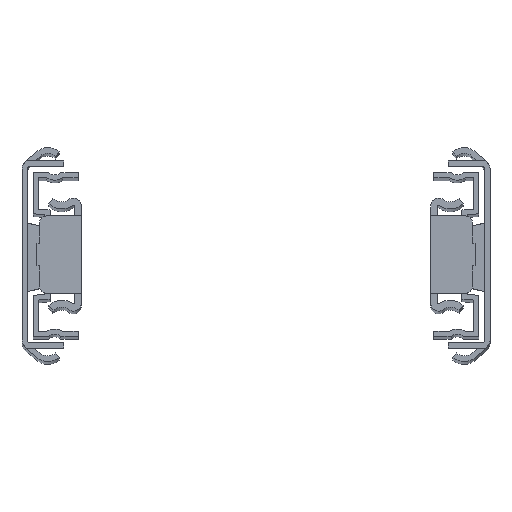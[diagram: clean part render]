
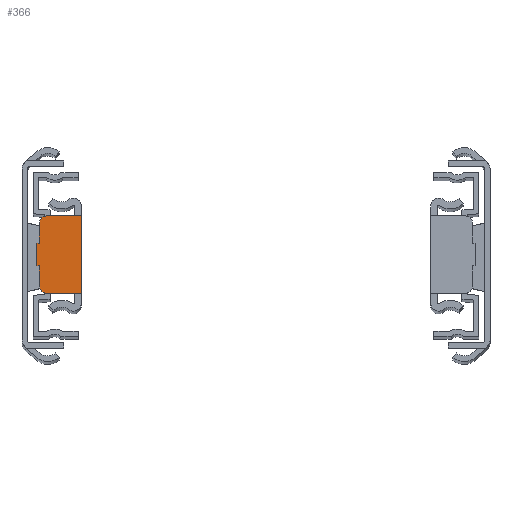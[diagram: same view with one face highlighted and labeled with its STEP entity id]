
A CAD part, top view. The second image highlights one B-rep face of the part: STEP entity #366.
In plain terms, the highlighted face is planar.
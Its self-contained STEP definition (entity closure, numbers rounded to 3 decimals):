
#366 = ADVANCED_FACE( '', ( #816 ), #817, .F. );
#816 = FACE_OUTER_BOUND( '', #1408, .T. );
#817 = PLANE( '', #1409 );
#1408 = EDGE_LOOP( '', ( #2231, #2232, #2233, #2234, #2235, #2236, #2237, #2238, #2239, #2240 ) );
#1409 = AXIS2_PLACEMENT_3D( '', #2241, #2242, #2243 );
#2231 = ORIENTED_EDGE( '', *, *, #3739, .F. );
#2232 = ORIENTED_EDGE( '', *, *, #3740, .F. );
#2233 = ORIENTED_EDGE( '', *, *, #3741, .F. );
#2234 = ORIENTED_EDGE( '', *, *, #3742, .F. );
#2235 = ORIENTED_EDGE( '', *, *, #3743, .F. );
#2236 = ORIENTED_EDGE( '', *, *, #3744, .F. );
#2237 = ORIENTED_EDGE( '', *, *, #3745, .F. );
#2238 = ORIENTED_EDGE( '', *, *, #3506, .F. );
#2239 = ORIENTED_EDGE( '', *, *, #3746, .F. );
#2240 = ORIENTED_EDGE( '', *, *, #3747, .F. );
#2241 = CARTESIAN_POINT( '', ( 0., 0., 0. ) );
#2242 = DIRECTION( '', ( 0., 1., 0. ) );
#2243 = DIRECTION( '', ( 0., 0., 1. ) );
#3506 = EDGE_CURVE( '', #4163, #4164, #4165, .T. );
#3739 = EDGE_CURVE( '', #4573, #4574, #4575, .T. );
#3740 = EDGE_CURVE( '', #4576, #4573, #4577, .T. );
#3741 = EDGE_CURVE( '', #4578, #4576, #4579, .T. );
#3742 = EDGE_CURVE( '', #4580, #4578, #4581, .T. );
#3743 = EDGE_CURVE( '', #4582, #4580, #4583, .T. );
#3744 = EDGE_CURVE( '', #4584, #4582, #4585, .T. );
#3745 = EDGE_CURVE( '', #4164, #4584, #4586, .T. );
#3746 = EDGE_CURVE( '', #4587, #4163, #4588, .T. );
#3747 = EDGE_CURVE( '', #4574, #4587, #4589, .T. );
#4163 = VERTEX_POINT( '', #5149 );
#4164 = VERTEX_POINT( '', #5150 );
#4165 = CIRCLE( '', #5151, 1.6 );
#4573 = VERTEX_POINT( '', #5693 );
#4574 = VERTEX_POINT( '', #5694 );
#4575 = LINE( '', #5695, #5696 );
#4576 = VERTEX_POINT( '', #5697 );
#4577 = CIRCLE( '', #5698, 1.6 );
#4578 = VERTEX_POINT( '', #5699 );
#4579 = LINE( '', #5700, #5701 );
#4580 = VERTEX_POINT( '', #5702 );
#4581 = LINE( '', #5703, #5704 );
#4582 = VERTEX_POINT( '', #5705 );
#4583 = LINE( '', #5706, #5707 );
#4584 = VERTEX_POINT( '', #5708 );
#4585 = LINE( '', #5709, #5710 );
#4586 = LINE( '', #5711, #5712 );
#4587 = VERTEX_POINT( '', #5713 );
#4588 = LINE( '', #5714, #5715 );
#4589 = LINE( '', #5716, #5717 );
#5149 = CARTESIAN_POINT( '', ( 5.3, 0., -8.25 ) );
#5150 = CARTESIAN_POINT( '', ( 3.7, 0., -6.65 ) );
#5151 = AXIS2_PLACEMENT_3D( '', #6467, #6468, #6469 );
#5693 = CARTESIAN_POINT( '', ( 5.3, 0., 8.25 ) );
#5694 = CARTESIAN_POINT( '', ( 12.7, 0., 8.25 ) );
#5695 = CARTESIAN_POINT( '', ( 11.2, 0., 8.25 ) );
#5696 = VECTOR( '', #6778, 1000. );
#5697 = CARTESIAN_POINT( '', ( 3.7, 0., 6.65 ) );
#5698 = AXIS2_PLACEMENT_3D( '', #6779, #6780, #6781 );
#5699 = CARTESIAN_POINT( '', ( 3.7, 0., 2.4 ) );
#5700 = CARTESIAN_POINT( '', ( 3.7, 0., 2.4 ) );
#5701 = VECTOR( '', #6782, 1000. );
#5702 = CARTESIAN_POINT( '', ( 3.2, 0., 2.4 ) );
#5703 = CARTESIAN_POINT( '', ( 3.2, 0., 2.4 ) );
#5704 = VECTOR( '', #6783, 1000. );
#5705 = CARTESIAN_POINT( '', ( 3.2, 0., -2.4 ) );
#5706 = CARTESIAN_POINT( '', ( 3.2, 0., -2.4 ) );
#5707 = VECTOR( '', #6784, 1000. );
#5708 = CARTESIAN_POINT( '', ( 3.7, 0., -2.4 ) );
#5709 = CARTESIAN_POINT( '', ( 3.7, 0., -2.4 ) );
#5710 = VECTOR( '', #6785, 1000. );
#5711 = CARTESIAN_POINT( '', ( 3.7, 0., -6.65 ) );
#5712 = VECTOR( '', #6786, 1000. );
#5713 = CARTESIAN_POINT( '', ( 12.7, 0., -8.25 ) );
#5714 = CARTESIAN_POINT( '', ( 12.7, 0., -8.25 ) );
#5715 = VECTOR( '', #6787, 1000. );
#5716 = CARTESIAN_POINT( '', ( 12.7, 0., 8.25 ) );
#5717 = VECTOR( '', #6788, 1000. );
#6467 = CARTESIAN_POINT( '', ( 5.3, 0., -6.65 ) );
#6468 = DIRECTION( '', ( 0., 1., 0. ) );
#6469 = DIRECTION( '', ( 1., 0., 0. ) );
#6778 = DIRECTION( '', ( 1., 0., 0. ) );
#6779 = CARTESIAN_POINT( '', ( 5.3, 0., 6.65 ) );
#6780 = DIRECTION( '', ( 0., 1., 0. ) );
#6781 = DIRECTION( '', ( 1., 0., 0. ) );
#6782 = DIRECTION( '', ( 0., 0., 1. ) );
#6783 = DIRECTION( '', ( 1., 0., 0. ) );
#6784 = DIRECTION( '', ( 0., 0., 1. ) );
#6785 = DIRECTION( '', ( -1., 0., 0. ) );
#6786 = DIRECTION( '', ( 0., 0., 1. ) );
#6787 = DIRECTION( '', ( -1., 0., 0. ) );
#6788 = DIRECTION( '', ( 0., 0., -1. ) );
